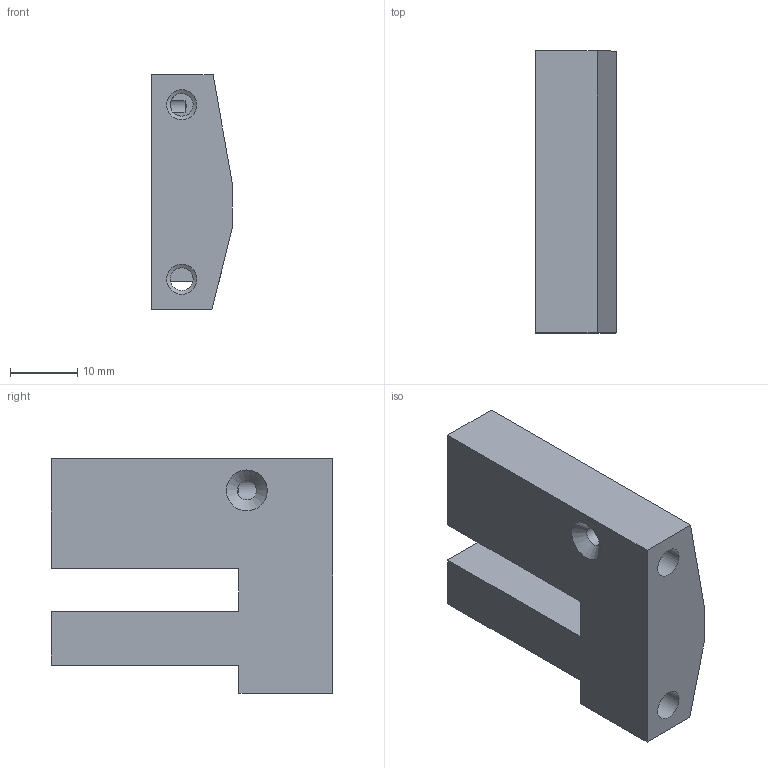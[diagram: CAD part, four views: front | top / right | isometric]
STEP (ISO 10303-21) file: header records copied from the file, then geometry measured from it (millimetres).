
FILE_DESCRIPTION(('FreeCAD Model'),'2;1');
FILE_NAME('Open CASCADE Shape Model','2024-03-25T18:28:38',(''),(''), 'Open CASCADE STEP processor 7.6','FreeCAD','Unknown');
FILE_SCHEMA(('AUTOMOTIVE_DESIGN { 1 0 10303 214 1 1 1 1 }'));
Length unit declared in the file: millimetre
Products named in the file (2): Connector; Connector-Body
Assembly tree (1 placements, depth 2):
  Connector
    Connector-Body
Bounding box: 12.07 x 42 x 35 mm (x, y, z)
Volume: 11583.7 mm3; surface area: 5176 mm2
Topology: 1 solids, 1 shells, 33 faces, 87 edges, 56 vertices
Faces by surface type: plane 22, cylinder 6, cone 5
Full cylindrical faces by diameter (mm): 2.9 x1, 3.4 x2, 4.5 x2
Entity records: 4297 total; most frequent: CARTESIAN_POINT 2532, DIRECTION 311, LINE 209, VECTOR 209, ORIENTED_EDGE 174, PCURVE 174, DEFINITIONAL_REPRESENTATION 174, EDGE_CURVE 87
